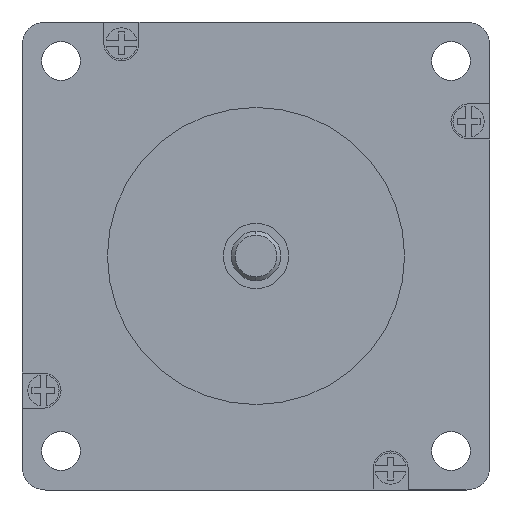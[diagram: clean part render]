
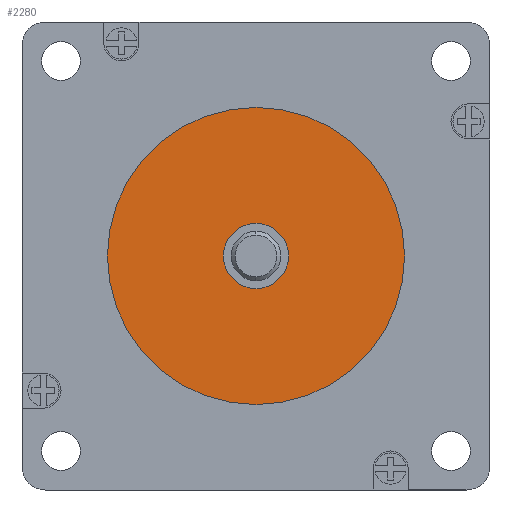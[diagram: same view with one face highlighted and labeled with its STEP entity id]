
A CAD part, left-side view. The second image highlights one B-rep face of the part: STEP entity #2280.
In plain terms, the highlighted planar face has unit normal (-1, 0, 0).
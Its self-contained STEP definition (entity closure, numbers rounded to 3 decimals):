
#60 = AXIS2_PLACEMENT_3D ( 'NONE', #3563, #189, #841 ) ;
#176 = CARTESIAN_POINT ( 'NONE',  ( -57.6, 0., 4.175 ) ) ;
#189 = DIRECTION ( 'NONE',  ( -1., 0., 0. ) ) ;
#395 = EDGE_CURVE ( 'NONE', #2649, #1675, #2012, .T. ) ;
#397 = VERTEX_POINT ( 'NONE', #176 ) ;
#513 = AXIS2_PLACEMENT_3D ( 'NONE', #2777, #567, #3381 ) ;
#567 = DIRECTION ( 'NONE',  ( -1., 0., 0. ) ) ;
#687 = CARTESIAN_POINT ( 'NONE',  ( -57.6, 0., -19.05 ) ) ;
#706 = CARTESIAN_POINT ( 'NONE',  ( -57.6, 0., 0. ) ) ;
#841 = DIRECTION ( 'NONE',  ( 0., 0., 1. ) ) ;
#1578 = DIRECTION ( 'NONE',  ( -1., 0., 0. ) ) ;
#1590 = FACE_OUTER_BOUND ( 'NONE', #4546, .T. ) ;
#1675 = VERTEX_POINT ( 'NONE', #687 ) ;
#1687 = AXIS2_PLACEMENT_3D ( 'NONE', #3340, #2590, #3713 ) ;
#1712 = EDGE_CURVE ( 'NONE', #2036, #397, #2205, .T. ) ;
#1979 = AXIS2_PLACEMENT_3D ( 'NONE', #706, #2834, #2086 ) ;
#2012 = CIRCLE ( 'NONE', #4234, 19.05 ) ;
#2036 = VERTEX_POINT ( 'NONE', #3366 ) ;
#2086 = DIRECTION ( 'NONE',  ( 0., 0., 1. ) ) ;
#2205 = CIRCLE ( 'NONE', #1979, 4.175 ) ;
#2254 = EDGE_CURVE ( 'NONE', #397, #2036, #3463, .T. ) ;
#2280 = ADVANCED_FACE ( 'NONE', ( #3656, #1590 ), #2997, .T. ) ;
#2283 = DIRECTION ( 'NONE',  ( 0., 0., 1. ) ) ;
#2590 = DIRECTION ( 'NONE',  ( -1., 0., 0. ) ) ;
#2649 = VERTEX_POINT ( 'NONE', #2767 ) ;
#2674 = ORIENTED_EDGE ( 'NONE', *, *, #1712, .F. ) ;
#2692 = CARTESIAN_POINT ( 'NONE',  ( -57.6, 0., 0. ) ) ;
#2759 = ORIENTED_EDGE ( 'NONE', *, *, #2254, .F. ) ;
#2767 = CARTESIAN_POINT ( 'NONE',  ( -57.6, 0., 19.05 ) ) ;
#2777 = CARTESIAN_POINT ( 'NONE',  ( -57.6, 0., 0. ) ) ;
#2834 = DIRECTION ( 'NONE',  ( -1., 0., 0. ) ) ;
#2997 = PLANE ( 'NONE',  #1687 ) ;
#3311 = CIRCLE ( 'NONE', #513, 19.05 ) ;
#3340 = CARTESIAN_POINT ( 'NONE',  ( -57.6, 0., 0. ) ) ;
#3366 = CARTESIAN_POINT ( 'NONE',  ( -57.6, 0., -4.175 ) ) ;
#3381 = DIRECTION ( 'NONE',  ( 0., 0., 1. ) ) ;
#3463 = CIRCLE ( 'NONE', #60, 4.175 ) ;
#3533 = ORIENTED_EDGE ( 'NONE', *, *, #3805, .T. ) ;
#3563 = CARTESIAN_POINT ( 'NONE',  ( -57.6, 0., 0. ) ) ;
#3656 = FACE_BOUND ( 'NONE', #4300, .T. ) ;
#3713 = DIRECTION ( 'NONE',  ( 0., 0., 1. ) ) ;
#3805 = EDGE_CURVE ( 'NONE', #1675, #2649, #3311, .T. ) ;
#4230 = ORIENTED_EDGE ( 'NONE', *, *, #395, .T. ) ;
#4234 = AXIS2_PLACEMENT_3D ( 'NONE', #2692, #1578, #2283 ) ;
#4300 = EDGE_LOOP ( 'NONE', ( #2759, #2674 ) ) ;
#4546 = EDGE_LOOP ( 'NONE', ( #3533, #4230 ) ) ;
